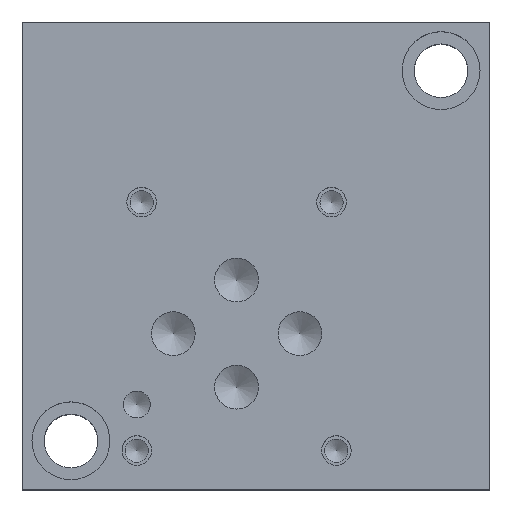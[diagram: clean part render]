
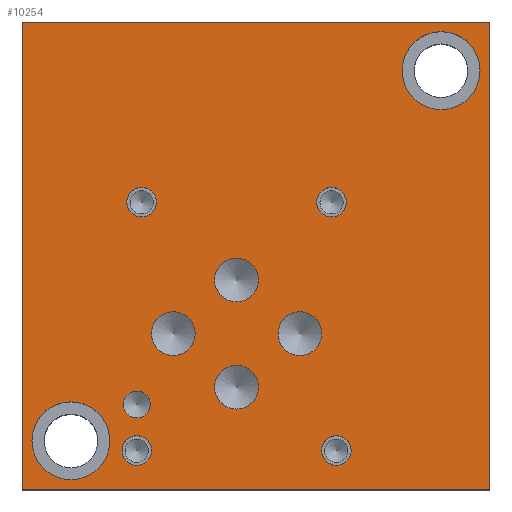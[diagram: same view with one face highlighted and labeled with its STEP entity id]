
A CAD part, top view. The second image highlights one B-rep face of the part: STEP entity #10254.
In plain terms, the highlighted planar face has unit normal (0, 0, 1).
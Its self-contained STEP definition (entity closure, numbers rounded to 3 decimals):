
#148=CIRCLE('',#10681,6.35);
#149=CIRCLE('',#10682,6.35);
#153=CIRCLE('',#10689,6.35);
#154=CIRCLE('',#10690,6.35);
#157=CIRCLE('',#10696,3.569);
#158=CIRCLE('',#10697,3.569);
#161=CIRCLE('',#10702,3.569);
#162=CIRCLE('',#10703,3.569);
#165=CIRCLE('',#10708,3.569);
#166=CIRCLE('',#10709,3.569);
#169=CIRCLE('',#10714,3.569);
#170=CIRCLE('',#10715,3.569);
#173=CIRCLE('',#10720,2.184);
#174=CIRCLE('',#10721,2.184);
#180=CIRCLE('',#10730,2.413);
#181=CIRCLE('',#10731,2.413);
#187=CIRCLE('',#10741,2.413);
#188=CIRCLE('',#10742,2.413);
#194=CIRCLE('',#10752,2.413);
#195=CIRCLE('',#10753,2.413);
#201=CIRCLE('',#10763,2.413);
#202=CIRCLE('',#10764,2.413);
#267=FACE_BOUND('',#1836,.T.);
#268=FACE_BOUND('',#1837,.T.);
#269=FACE_BOUND('',#1838,.T.);
#270=FACE_BOUND('',#1839,.T.);
#271=FACE_BOUND('',#1840,.T.);
#272=FACE_BOUND('',#1841,.T.);
#273=FACE_BOUND('',#1842,.T.);
#274=FACE_BOUND('',#1843,.T.);
#275=FACE_BOUND('',#1844,.T.);
#276=FACE_BOUND('',#1845,.T.);
#277=FACE_BOUND('',#1846,.T.);
#1250=FACE_OUTER_BOUND('',#1835,.T.);
#1835=EDGE_LOOP('',(#8959,#8960,#8961,#8962));
#1836=EDGE_LOOP('',(#8963,#8964));
#1837=EDGE_LOOP('',(#8965,#8966));
#1838=EDGE_LOOP('',(#8967,#8968));
#1839=EDGE_LOOP('',(#8969,#8970));
#1840=EDGE_LOOP('',(#8971,#8972));
#1841=EDGE_LOOP('',(#8973,#8974));
#1842=EDGE_LOOP('',(#8975,#8976));
#1843=EDGE_LOOP('',(#8977,#8978));
#1844=EDGE_LOOP('',(#8979,#8980));
#1845=EDGE_LOOP('',(#8981,#8982));
#1846=EDGE_LOOP('',(#8983,#8984));
#1942=LINE('',#13097,#2918);
#2330=LINE('',#16054,#3306);
#2822=LINE('',#17605,#3798);
#2823=LINE('',#17608,#3799);
#2918=VECTOR('',#10944,10.);
#3306=VECTOR('',#11542,10.);
#3798=VECTOR('',#12744,10.);
#3799=VECTOR('',#12749,10.);
#3880=VERTEX_POINT('',#13094);
#3881=VERTEX_POINT('',#13096);
#4312=VERTEX_POINT('',#16051);
#4313=VERTEX_POINT('',#16053);
#4698=VERTEX_POINT('',#17428);
#4699=VERTEX_POINT('',#17429);
#4703=VERTEX_POINT('',#17443);
#4704=VERTEX_POINT('',#17444);
#4708=VERTEX_POINT('',#17458);
#4709=VERTEX_POINT('',#17459);
#4713=VERTEX_POINT('',#17471);
#4714=VERTEX_POINT('',#17472);
#4718=VERTEX_POINT('',#17484);
#4719=VERTEX_POINT('',#17485);
#4723=VERTEX_POINT('',#17497);
#4724=VERTEX_POINT('',#17498);
#4728=VERTEX_POINT('',#17510);
#4729=VERTEX_POINT('',#17511);
#4736=VERTEX_POINT('',#17530);
#4737=VERTEX_POINT('',#17531);
#4744=VERTEX_POINT('',#17552);
#4745=VERTEX_POINT('',#17553);
#4752=VERTEX_POINT('',#17574);
#4753=VERTEX_POINT('',#17575);
#4760=VERTEX_POINT('',#17596);
#4761=VERTEX_POINT('',#17597);
#4878=EDGE_CURVE('',#3881,#3880,#1942,.T.);
#5524=EDGE_CURVE('',#4313,#4312,#2330,.T.);
#6089=EDGE_CURVE('',#4698,#4699,#148,.T.);
#6090=EDGE_CURVE('',#4699,#4698,#149,.T.);
#6096=EDGE_CURVE('',#4703,#4704,#153,.T.);
#6097=EDGE_CURVE('',#4704,#4703,#154,.T.);
#6103=EDGE_CURVE('',#4708,#4709,#157,.T.);
#6104=EDGE_CURVE('',#4709,#4708,#158,.T.);
#6109=EDGE_CURVE('',#4713,#4714,#161,.T.);
#6110=EDGE_CURVE('',#4714,#4713,#162,.T.);
#6115=EDGE_CURVE('',#4718,#4719,#165,.T.);
#6116=EDGE_CURVE('',#4719,#4718,#166,.T.);
#6121=EDGE_CURVE('',#4723,#4724,#169,.T.);
#6122=EDGE_CURVE('',#4724,#4723,#170,.T.);
#6127=EDGE_CURVE('',#4728,#4729,#173,.T.);
#6128=EDGE_CURVE('',#4729,#4728,#174,.T.);
#6136=EDGE_CURVE('',#4736,#4737,#180,.T.);
#6137=EDGE_CURVE('',#4737,#4736,#181,.T.);
#6146=EDGE_CURVE('',#4744,#4745,#187,.T.);
#6147=EDGE_CURVE('',#4745,#4744,#188,.T.);
#6156=EDGE_CURVE('',#4752,#4753,#194,.T.);
#6157=EDGE_CURVE('',#4753,#4752,#195,.T.);
#6166=EDGE_CURVE('',#4760,#4761,#201,.T.);
#6167=EDGE_CURVE('',#4761,#4760,#202,.T.);
#6170=EDGE_CURVE('',#3880,#4313,#2822,.T.);
#6171=EDGE_CURVE('',#4312,#3881,#2823,.T.);
#8959=ORIENTED_EDGE('',*,*,#6171,.T.);
#8960=ORIENTED_EDGE('',*,*,#4878,.T.);
#8961=ORIENTED_EDGE('',*,*,#6170,.T.);
#8962=ORIENTED_EDGE('',*,*,#5524,.T.);
#8963=ORIENTED_EDGE('',*,*,#6089,.T.);
#8964=ORIENTED_EDGE('',*,*,#6090,.T.);
#8965=ORIENTED_EDGE('',*,*,#6096,.T.);
#8966=ORIENTED_EDGE('',*,*,#6097,.T.);
#8967=ORIENTED_EDGE('',*,*,#6103,.T.);
#8968=ORIENTED_EDGE('',*,*,#6104,.T.);
#8969=ORIENTED_EDGE('',*,*,#6109,.T.);
#8970=ORIENTED_EDGE('',*,*,#6110,.T.);
#8971=ORIENTED_EDGE('',*,*,#6115,.T.);
#8972=ORIENTED_EDGE('',*,*,#6116,.T.);
#8973=ORIENTED_EDGE('',*,*,#6121,.T.);
#8974=ORIENTED_EDGE('',*,*,#6122,.T.);
#8975=ORIENTED_EDGE('',*,*,#6127,.T.);
#8976=ORIENTED_EDGE('',*,*,#6128,.T.);
#8977=ORIENTED_EDGE('',*,*,#6136,.T.);
#8978=ORIENTED_EDGE('',*,*,#6137,.T.);
#8979=ORIENTED_EDGE('',*,*,#6146,.T.);
#8980=ORIENTED_EDGE('',*,*,#6147,.T.);
#8981=ORIENTED_EDGE('',*,*,#6156,.T.);
#8982=ORIENTED_EDGE('',*,*,#6157,.T.);
#8983=ORIENTED_EDGE('',*,*,#6166,.T.);
#8984=ORIENTED_EDGE('',*,*,#6167,.T.);
#9303=PLANE('',#10770);
#10254=ADVANCED_FACE('',(#1250,#267,#268,#269,#270,#271,#272,#273,#274,
#275,#276,#277),#9303,.T.);
#10681=AXIS2_PLACEMENT_3D('',#17430,#12544,#12545);
#10682=AXIS2_PLACEMENT_3D('',#17431,#12546,#12547);
#10689=AXIS2_PLACEMENT_3D('',#17445,#12562,#12563);
#10690=AXIS2_PLACEMENT_3D('',#17446,#12564,#12565);
#10696=AXIS2_PLACEMENT_3D('',#17460,#12579,#12580);
#10697=AXIS2_PLACEMENT_3D('',#17461,#12581,#12582);
#10702=AXIS2_PLACEMENT_3D('',#17473,#12593,#12594);
#10703=AXIS2_PLACEMENT_3D('',#17474,#12595,#12596);
#10708=AXIS2_PLACEMENT_3D('',#17486,#12607,#12608);
#10709=AXIS2_PLACEMENT_3D('',#17487,#12609,#12610);
#10714=AXIS2_PLACEMENT_3D('',#17499,#12621,#12622);
#10715=AXIS2_PLACEMENT_3D('',#17500,#12623,#12624);
#10720=AXIS2_PLACEMENT_3D('',#17512,#12635,#12636);
#10721=AXIS2_PLACEMENT_3D('',#17513,#12637,#12638);
#10730=AXIS2_PLACEMENT_3D('',#17532,#12657,#12658);
#10731=AXIS2_PLACEMENT_3D('',#17533,#12659,#12660);
#10741=AXIS2_PLACEMENT_3D('',#17554,#12682,#12683);
#10742=AXIS2_PLACEMENT_3D('',#17555,#12684,#12685);
#10752=AXIS2_PLACEMENT_3D('',#17576,#12707,#12708);
#10753=AXIS2_PLACEMENT_3D('',#17577,#12709,#12710);
#10763=AXIS2_PLACEMENT_3D('',#17598,#12732,#12733);
#10764=AXIS2_PLACEMENT_3D('',#17599,#12734,#12735);
#10770=AXIS2_PLACEMENT_3D('',#17609,#12750,#12751);
#10944=DIRECTION('',(0.,1.,0.));
#11542=DIRECTION('',(0.,-1.,0.));
#12544=DIRECTION('center_axis',(0.,0.,-1.));
#12545=DIRECTION('ref_axis',(1.,0.,0.));
#12546=DIRECTION('center_axis',(0.,0.,-1.));
#12547=DIRECTION('ref_axis',(1.,0.,0.));
#12562=DIRECTION('center_axis',(0.,0.,-1.));
#12563=DIRECTION('ref_axis',(1.,0.,0.));
#12564=DIRECTION('center_axis',(0.,0.,-1.));
#12565=DIRECTION('ref_axis',(1.,0.,0.));
#12579=DIRECTION('center_axis',(0.,0.,-1.));
#12580=DIRECTION('ref_axis',(1.,0.,0.));
#12581=DIRECTION('center_axis',(0.,0.,-1.));
#12582=DIRECTION('ref_axis',(1.,0.,0.));
#12593=DIRECTION('center_axis',(0.,0.,-1.));
#12594=DIRECTION('ref_axis',(1.,0.,0.));
#12595=DIRECTION('center_axis',(0.,0.,-1.));
#12596=DIRECTION('ref_axis',(1.,0.,0.));
#12607=DIRECTION('center_axis',(0.,0.,-1.));
#12608=DIRECTION('ref_axis',(1.,0.,0.));
#12609=DIRECTION('center_axis',(0.,0.,-1.));
#12610=DIRECTION('ref_axis',(1.,0.,0.));
#12621=DIRECTION('center_axis',(0.,0.,-1.));
#12622=DIRECTION('ref_axis',(1.,0.,0.));
#12623=DIRECTION('center_axis',(0.,0.,-1.));
#12624=DIRECTION('ref_axis',(1.,0.,0.));
#12635=DIRECTION('center_axis',(0.,0.,-1.));
#12636=DIRECTION('ref_axis',(1.,0.,0.));
#12637=DIRECTION('center_axis',(0.,0.,-1.));
#12638=DIRECTION('ref_axis',(1.,0.,0.));
#12657=DIRECTION('center_axis',(0.,0.,-1.));
#12658=DIRECTION('ref_axis',(1.,0.,0.));
#12659=DIRECTION('center_axis',(0.,0.,-1.));
#12660=DIRECTION('ref_axis',(1.,0.,0.));
#12682=DIRECTION('center_axis',(0.,0.,-1.));
#12683=DIRECTION('ref_axis',(1.,0.,0.));
#12684=DIRECTION('center_axis',(0.,0.,-1.));
#12685=DIRECTION('ref_axis',(1.,0.,0.));
#12707=DIRECTION('center_axis',(0.,0.,-1.));
#12708=DIRECTION('ref_axis',(1.,0.,0.));
#12709=DIRECTION('center_axis',(0.,0.,-1.));
#12710=DIRECTION('ref_axis',(1.,0.,0.));
#12732=DIRECTION('center_axis',(0.,0.,-1.));
#12733=DIRECTION('ref_axis',(1.,0.,0.));
#12734=DIRECTION('center_axis',(0.,0.,-1.));
#12735=DIRECTION('ref_axis',(1.,0.,0.));
#12744=DIRECTION('',(-1.,0.,0.));
#12749=DIRECTION('',(1.,0.,0.));
#12750=DIRECTION('center_axis',(0.,0.,1.));
#12751=DIRECTION('ref_axis',(1.,0.,0.));
#13094=CARTESIAN_POINT('',(76.2,76.2,57.15));
#13096=CARTESIAN_POINT('',(76.2,0.,57.15));
#13097=CARTESIAN_POINT('',(76.2,0.,57.15));
#16051=CARTESIAN_POINT('',(0.,0.,57.15));
#16053=CARTESIAN_POINT('',(0.,76.2,57.15));
#16054=CARTESIAN_POINT('',(0.,76.2,57.15));
#17428=CARTESIAN_POINT('',(74.625,68.275,57.15));
#17429=CARTESIAN_POINT('',(61.925,68.275,57.15));
#17430=CARTESIAN_POINT('Origin',(68.275,68.275,57.15));
#17431=CARTESIAN_POINT('Origin',(68.275,68.275,57.15));
#17443=CARTESIAN_POINT('',(14.275,7.925,57.15));
#17444=CARTESIAN_POINT('',(1.575,7.925,57.15));
#17445=CARTESIAN_POINT('Origin',(7.925,7.925,57.15));
#17446=CARTESIAN_POINT('Origin',(7.925,7.925,57.15));
#17458=CARTESIAN_POINT('',(38.494,34.138,57.15));
#17459=CARTESIAN_POINT('',(31.356,34.138,57.15));
#17460=CARTESIAN_POINT('Origin',(34.925,34.138,57.15));
#17461=CARTESIAN_POINT('Origin',(34.925,34.138,57.15));
#17471=CARTESIAN_POINT('',(28.181,25.4,57.15));
#17472=CARTESIAN_POINT('',(21.044,25.4,57.15));
#17473=CARTESIAN_POINT('Origin',(24.613,25.4,57.15));
#17474=CARTESIAN_POINT('Origin',(24.613,25.4,57.15));
#17484=CARTESIAN_POINT('',(48.832,25.4,57.15));
#17485=CARTESIAN_POINT('',(41.694,25.4,57.15));
#17486=CARTESIAN_POINT('Origin',(45.263,25.4,57.15));
#17487=CARTESIAN_POINT('Origin',(45.263,25.4,57.15));
#17497=CARTESIAN_POINT('',(38.494,16.662,57.15));
#17498=CARTESIAN_POINT('',(31.356,16.662,57.15));
#17499=CARTESIAN_POINT('Origin',(34.925,16.662,57.15));
#17500=CARTESIAN_POINT('Origin',(34.925,16.662,57.15));
#17510=CARTESIAN_POINT('',(20.853,13.843,57.15));
#17511=CARTESIAN_POINT('',(16.485,13.843,57.15));
#17512=CARTESIAN_POINT('Origin',(18.669,13.843,57.15));
#17513=CARTESIAN_POINT('Origin',(18.669,13.843,57.15));
#17530=CARTESIAN_POINT('',(53.619,6.35,57.15));
#17531=CARTESIAN_POINT('',(48.793,6.35,57.15));
#17532=CARTESIAN_POINT('Origin',(51.206,6.35,57.15));
#17533=CARTESIAN_POINT('Origin',(51.206,6.35,57.15));
#17552=CARTESIAN_POINT('',(21.869,46.838,57.15));
#17553=CARTESIAN_POINT('',(17.043,46.838,57.15));
#17554=CARTESIAN_POINT('Origin',(19.456,46.838,57.15));
#17555=CARTESIAN_POINT('Origin',(19.456,46.838,57.15));
#17574=CARTESIAN_POINT('',(52.832,46.838,57.15));
#17575=CARTESIAN_POINT('',(48.006,46.838,57.15));
#17576=CARTESIAN_POINT('Origin',(50.419,46.838,57.15));
#17577=CARTESIAN_POINT('Origin',(50.419,46.838,57.15));
#17596=CARTESIAN_POINT('',(21.082,6.35,57.15));
#17597=CARTESIAN_POINT('',(16.256,6.35,57.15));
#17598=CARTESIAN_POINT('Origin',(18.669,6.35,57.15));
#17599=CARTESIAN_POINT('Origin',(18.669,6.35,57.15));
#17605=CARTESIAN_POINT('',(76.2,76.2,57.15));
#17608=CARTESIAN_POINT('',(0.,0.,57.15));
#17609=CARTESIAN_POINT('Origin',(38.1,38.1,57.15));
